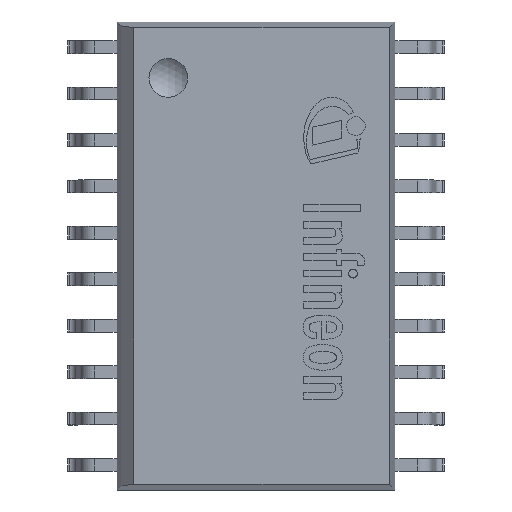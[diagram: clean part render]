
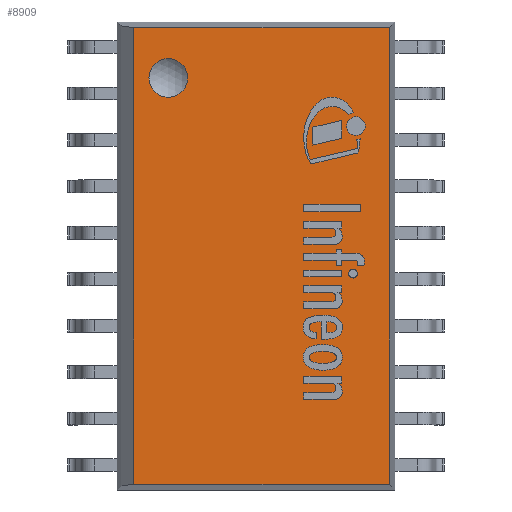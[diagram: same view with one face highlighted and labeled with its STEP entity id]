
A CAD part, top view. The second image highlights one B-rep face of the part: STEP entity #8909.
In plain terms, the highlighted planar face has unit normal (0, 0, 1).
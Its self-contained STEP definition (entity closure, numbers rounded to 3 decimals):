
#28=FACE_BOUND('',#1031,.T.);
#512=FACE_OUTER_BOUND('',#1030,.T.);
#1030=EDGE_LOOP('',(#6852,#6853,#6854,#6855));
#1031=EDGE_LOOP('',(#6856));
#1647=LINE('',#14046,#2555);
#1651=LINE('',#14055,#2559);
#1655=LINE('',#14061,#2563);
#1656=LINE('',#14063,#2564);
#2555=VECTOR('',#11367,1.);
#2559=VECTOR('',#11373,1.);
#2563=VECTOR('',#11379,1.);
#2564=VECTOR('',#11382,1.);
#3388=CIRCLE('',#9695,0.529);
#3926=VERTEX_POINT('',#14043);
#3927=VERTEX_POINT('',#14045);
#3930=VERTEX_POINT('',#14052);
#3931=VERTEX_POINT('',#14054);
#3933=VERTEX_POINT('',#14064);
#4984=EDGE_CURVE('',#3927,#3926,#1647,.T.);
#4988=EDGE_CURVE('',#3931,#3930,#1651,.T.);
#4992=EDGE_CURVE('',#3931,#3926,#1655,.T.);
#4993=EDGE_CURVE('',#3930,#3927,#1656,.T.);
#4994=EDGE_CURVE('',#3933,#3933,#3388,.T.);
#6852=ORIENTED_EDGE('',*,*,#4984,.T.);
#6853=ORIENTED_EDGE('',*,*,#4992,.F.);
#6854=ORIENTED_EDGE('',*,*,#4988,.T.);
#6855=ORIENTED_EDGE('',*,*,#4993,.T.);
#6856=ORIENTED_EDGE('',*,*,#4994,.T.);
#8482=PLANE('',#9694);
#8909=ADVANCED_FACE('',(#512,#28),#8482,.F.);
#9694=AXIS2_PLACEMENT_3D('',#14062,#11380,#11381);
#9695=AXIS2_PLACEMENT_3D('',#14065,#11383,#11384);
#11367=DIRECTION('',(1.,0.,0.));
#11373=DIRECTION('',(-1.,0.,0.));
#11379=DIRECTION('',(0.,-1.,0.));
#11380=DIRECTION('center_axis',(0.,0.,-1.));
#11381=DIRECTION('ref_axis',(-1.,0.,0.));
#11382=DIRECTION('',(0.,-1.,0.));
#11383=DIRECTION('center_axis',(0.,0.,-1.));
#11384=DIRECTION('ref_axis',(1.,0.,0.));
#14043=CARTESIAN_POINT('',(3.642,-6.242,2.65));
#14045=CARTESIAN_POINT('',(-3.341,-6.242,2.65));
#14046=CARTESIAN_POINT('',(-0.179,-6.242,2.65));
#14052=CARTESIAN_POINT('',(-3.341,6.242,2.65));
#14054=CARTESIAN_POINT('',(3.642,6.242,2.65));
#14055=CARTESIAN_POINT('',(-0.179,6.242,2.65));
#14061=CARTESIAN_POINT('',(3.642,6.4,2.65));
#14062=CARTESIAN_POINT('Origin',(3.642,6.4,2.65));
#14063=CARTESIAN_POINT('',(-3.341,6.4,2.65));
#14064=CARTESIAN_POINT('',(-2.929,4.87,2.65));
#14065=CARTESIAN_POINT('Origin',(-2.4,4.87,2.65));
